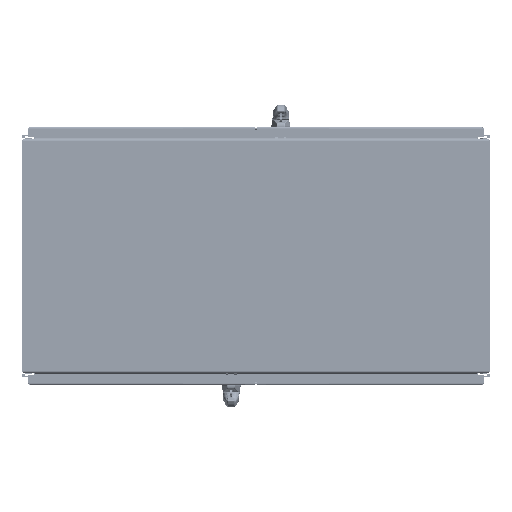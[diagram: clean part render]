
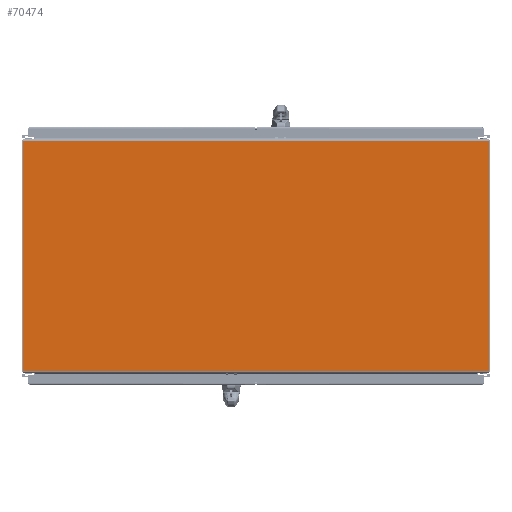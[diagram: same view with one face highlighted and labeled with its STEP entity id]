
A CAD part, front view. The second image highlights one B-rep face of the part: STEP entity #70474.
In plain terms, the highlighted face is planar.
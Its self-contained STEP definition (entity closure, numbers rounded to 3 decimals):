
#12647=PLANE('',#74585);
#14006=LINE('',#99966,#19390);
#14011=LINE('',#99984,#19395);
#14015=LINE('',#99997,#19399);
#14017=LINE('',#100000,#19401);
#19390=VECTOR('',#81463,0.394);
#19395=VECTOR('',#81486,0.394);
#19399=VECTOR('',#81504,0.394);
#19401=VECTOR('',#81508,0.394);
#24846=FACE_OUTER_BOUND('',#27931,.T.);
#27931=EDGE_LOOP('',(#55517,#55518,#55519,#55520));
#34806=VERTEX_POINT('',#99963);
#34807=VERTEX_POINT('',#99965);
#34810=VERTEX_POINT('',#99981);
#34811=VERTEX_POINT('',#99983);
#44320=EDGE_CURVE('',#34807,#34806,#14006,.T.);
#44329=EDGE_CURVE('',#34811,#34810,#14011,.T.);
#44336=EDGE_CURVE('',#34807,#34810,#14015,.T.);
#44338=EDGE_CURVE('',#34811,#34806,#14017,.T.);
#55517=ORIENTED_EDGE('',*,*,#44320,.T.);
#55518=ORIENTED_EDGE('',*,*,#44338,.F.);
#55519=ORIENTED_EDGE('',*,*,#44329,.T.);
#55520=ORIENTED_EDGE('',*,*,#44336,.F.);
#70474=ADVANCED_FACE('',(#24846),#12647,.T.);
#74585=AXIS2_PLACEMENT_3D('',#99999,#81506,#81507);
#81463=DIRECTION('',(1.,0.,0.));
#81486=DIRECTION('',(-1.,0.,0.));
#81504=DIRECTION('',(0.,1.,0.));
#81506=DIRECTION('center_axis',(0.,0.,1.));
#81507=DIRECTION('ref_axis',(1.,0.,0.));
#81508=DIRECTION('',(0.,-1.,0.));
#99963=CARTESIAN_POINT('',(23.959,-11.818,0.104));
#99965=CARTESIAN_POINT('',(-23.959,-11.818,0.104));
#99966=CARTESIAN_POINT('',(-11.979,-11.818,0.104));
#99981=CARTESIAN_POINT('',(-23.959,11.818,0.104));
#99983=CARTESIAN_POINT('',(23.959,11.818,0.104));
#99984=CARTESIAN_POINT('',(11.979,11.818,0.104));
#99997=CARTESIAN_POINT('',(-23.959,-12.063,0.104));
#99999=CARTESIAN_POINT('Origin',(0.,0.,
0.104));
#100000=CARTESIAN_POINT('',(23.959,12.063,0.104));
